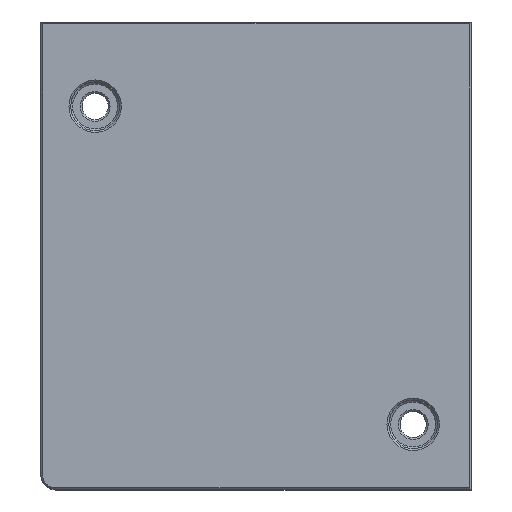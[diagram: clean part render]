
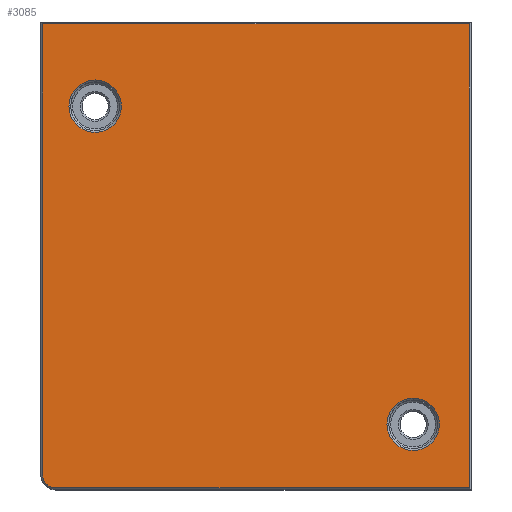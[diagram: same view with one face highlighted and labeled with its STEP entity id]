
A CAD part, top view. The second image highlights one B-rep face of the part: STEP entity #3085.
In plain terms, the highlighted planar face has unit normal (0, 0, 1).
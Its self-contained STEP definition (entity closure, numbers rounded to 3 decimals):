
#536 = PLANE('',#537);
#537 = AXIS2_PLACEMENT_3D('',#538,#539,#540);
#538 = CARTESIAN_POINT('',(57.75,-60.,44.75));
#539 = DIRECTION('',(-0.707,0.,-0.707));
#540 = DIRECTION('',(-0.,-1.,-0.));
#1424 = PLANE('',#1425);
#1425 = AXIS2_PLACEMENT_3D('',#1426,#1427,#1428);
#1426 = CARTESIAN_POINT('',(58.,64.75,44.75));
#1427 = DIRECTION('',(0.,-0.707,-0.707));
#1428 = DIRECTION('',(1.,0.,0.));
#1583 = VERTEX_POINT('',#1584);
#1584 = CARTESIAN_POINT('',(57.5,-59.5,45.));
#1598 = PLANE('',#1599);
#1599 = AXIS2_PLACEMENT_3D('',#1600,#1601,#1602);
#1600 = CARTESIAN_POINT('',(-53.,-59.75,44.75));
#1601 = DIRECTION('',(0.,0.707,-0.707));
#1602 = DIRECTION('',(-1.,-0.,-0.));
#1612 = VERTEX_POINT('',#1613);
#1613 = CARTESIAN_POINT('',(57.5,64.5,45.));
#1634 = EDGE_CURVE('',#1583,#1612,#1635,.T.);
#1635 = SURFACE_CURVE('',#1636,(#1640,#1647),.PCURVE_S1.);
#1636 = LINE('',#1637,#1638);
#1637 = CARTESIAN_POINT('',(57.5,-60.,45.));
#1638 = VECTOR('',#1639,1.);
#1639 = DIRECTION('',(0.,1.,0.));
#1640 = PCURVE('',#536,#1641);
#1641 = DEFINITIONAL_REPRESENTATION('',(#1642),#1646);
#1642 = LINE('',#1643,#1644);
#1643 = CARTESIAN_POINT('',(-0.,0.354));
#1644 = VECTOR('',#1645,1.);
#1645 = DIRECTION('',(-1.,0.));
#1646 = ( GEOMETRIC_REPRESENTATION_CONTEXT(2) 
PARAMETRIC_REPRESENTATION_CONTEXT() REPRESENTATION_CONTEXT('2D SPACE',''
  ) );
#1647 = PCURVE('',#1648,#1653);
#1648 = PLANE('',#1649);
#1649 = AXIS2_PLACEMENT_3D('',#1650,#1651,#1652);
#1650 = CARTESIAN_POINT('',(0.718,2.737,45.));
#1651 = DIRECTION('',(0.,0.,1.));
#1652 = DIRECTION('',(1.,0.,0.));
#1653 = DEFINITIONAL_REPRESENTATION('',(#1654),#1658);
#1654 = LINE('',#1655,#1656);
#1655 = CARTESIAN_POINT('',(56.782,-62.737));
#1656 = VECTOR('',#1657,1.);
#1657 = DIRECTION('',(0.,1.));
#1658 = ( GEOMETRIC_REPRESENTATION_CONTEXT(2) 
PARAMETRIC_REPRESENTATION_CONTEXT() REPRESENTATION_CONTEXT('2D SPACE',''
  ) );
#2124 = CONICAL_SURFACE('',#2125,4.,0.785);
#2125 = AXIS2_PLACEMENT_3D('',#2126,#2127,#2128);
#2126 = CARTESIAN_POINT('',(-53.,-56.,44.5));
#2127 = DIRECTION('',(-0.,-0.,-1.));
#2128 = DIRECTION('',(-1.,0.,0.));
#2210 = PLANE('',#2211);
#2211 = AXIS2_PLACEMENT_3D('',#2212,#2213,#2214);
#2212 = CARTESIAN_POINT('',(-56.75,65.,44.75));
#2213 = DIRECTION('',(0.707,0.,-0.707));
#2214 = DIRECTION('',(0.,1.,0.));
#2966 = VERTEX_POINT('',#2967);
#2967 = CARTESIAN_POINT('',(-56.5,64.5,45.));
#2988 = EDGE_CURVE('',#1612,#2966,#2989,.T.);
#2989 = SURFACE_CURVE('',#2990,(#2994,#3001),.PCURVE_S1.);
#2990 = LINE('',#2991,#2992);
#2991 = CARTESIAN_POINT('',(58.,64.5,45.));
#2992 = VECTOR('',#2993,1.);
#2993 = DIRECTION('',(-1.,0.,0.));
#2994 = PCURVE('',#1424,#2995);
#2995 = DEFINITIONAL_REPRESENTATION('',(#2996),#3000);
#2996 = LINE('',#2997,#2998);
#2997 = CARTESIAN_POINT('',(-0.,0.354));
#2998 = VECTOR('',#2999,1.);
#2999 = DIRECTION('',(-1.,0.));
#3000 = ( GEOMETRIC_REPRESENTATION_CONTEXT(2) 
PARAMETRIC_REPRESENTATION_CONTEXT() REPRESENTATION_CONTEXT('2D SPACE',''
  ) );
#3001 = PCURVE('',#1648,#3002);
#3002 = DEFINITIONAL_REPRESENTATION('',(#3003),#3007);
#3003 = LINE('',#3004,#3005);
#3004 = CARTESIAN_POINT('',(57.282,61.763));
#3005 = VECTOR('',#3006,1.);
#3006 = DIRECTION('',(-1.,0.));
#3007 = ( GEOMETRIC_REPRESENTATION_CONTEXT(2) 
PARAMETRIC_REPRESENTATION_CONTEXT() REPRESENTATION_CONTEXT('2D SPACE',''
  ) );
#3041 = VERTEX_POINT('',#3042);
#3042 = CARTESIAN_POINT('',(-53.,-59.5,45.));
#3065 = EDGE_CURVE('',#3041,#1583,#3066,.T.);
#3066 = SURFACE_CURVE('',#3067,(#3071,#3078),.PCURVE_S1.);
#3067 = LINE('',#3068,#3069);
#3068 = CARTESIAN_POINT('',(-53.,-59.5,45.));
#3069 = VECTOR('',#3070,1.);
#3070 = DIRECTION('',(1.,0.,0.));
#3071 = PCURVE('',#1598,#3072);
#3072 = DEFINITIONAL_REPRESENTATION('',(#3073),#3077);
#3073 = LINE('',#3074,#3075);
#3074 = CARTESIAN_POINT('',(-0.,0.354));
#3075 = VECTOR('',#3076,1.);
#3076 = DIRECTION('',(-1.,0.));
#3077 = ( GEOMETRIC_REPRESENTATION_CONTEXT(2) 
PARAMETRIC_REPRESENTATION_CONTEXT() REPRESENTATION_CONTEXT('2D SPACE',''
  ) );
#3078 = PCURVE('',#1648,#3079);
#3079 = DEFINITIONAL_REPRESENTATION('',(#3080),#3084);
#3080 = LINE('',#3081,#3082);
#3081 = CARTESIAN_POINT('',(-53.718,-62.237));
#3082 = VECTOR('',#3083,1.);
#3083 = DIRECTION('',(1.,0.));
#3084 = ( GEOMETRIC_REPRESENTATION_CONTEXT(2) 
PARAMETRIC_REPRESENTATION_CONTEXT() REPRESENTATION_CONTEXT('2D SPACE',''
  ) );
#3085 = ADVANCED_FACE('',(#3086,#3136,#3167),#1648,.T.);
#3086 = FACE_BOUND('',#3087,.T.);
#3087 = EDGE_LOOP('',(#3088,#3111,#3133,#3134,#3135));
#3088 = ORIENTED_EDGE('',*,*,#3089,.T.);
#3089 = EDGE_CURVE('',#2966,#3090,#3092,.T.);
#3090 = VERTEX_POINT('',#3091);
#3091 = CARTESIAN_POINT('',(-56.5,-56.,45.));
#3092 = SURFACE_CURVE('',#3093,(#3097,#3104),.PCURVE_S1.);
#3093 = LINE('',#3094,#3095);
#3094 = CARTESIAN_POINT('',(-56.5,65.,45.));
#3095 = VECTOR('',#3096,1.);
#3096 = DIRECTION('',(0.,-1.,0.));
#3097 = PCURVE('',#1648,#3098);
#3098 = DEFINITIONAL_REPRESENTATION('',(#3099),#3103);
#3099 = LINE('',#3100,#3101);
#3100 = CARTESIAN_POINT('',(-57.218,62.263));
#3101 = VECTOR('',#3102,1.);
#3102 = DIRECTION('',(0.,-1.));
#3103 = ( GEOMETRIC_REPRESENTATION_CONTEXT(2) 
PARAMETRIC_REPRESENTATION_CONTEXT() REPRESENTATION_CONTEXT('2D SPACE',''
  ) );
#3104 = PCURVE('',#2210,#3105);
#3105 = DEFINITIONAL_REPRESENTATION('',(#3106),#3110);
#3106 = LINE('',#3107,#3108);
#3107 = CARTESIAN_POINT('',(-0.,0.354));
#3108 = VECTOR('',#3109,1.);
#3109 = DIRECTION('',(-1.,0.));
#3110 = ( GEOMETRIC_REPRESENTATION_CONTEXT(2) 
PARAMETRIC_REPRESENTATION_CONTEXT() REPRESENTATION_CONTEXT('2D SPACE',''
  ) );
#3111 = ORIENTED_EDGE('',*,*,#3112,.T.);
#3112 = EDGE_CURVE('',#3090,#3041,#3113,.T.);
#3113 = SURFACE_CURVE('',#3114,(#3119,#3126),.PCURVE_S1.);
#3114 = CIRCLE('',#3115,3.5);
#3115 = AXIS2_PLACEMENT_3D('',#3116,#3117,#3118);
#3116 = CARTESIAN_POINT('',(-53.,-56.,45.));
#3117 = DIRECTION('',(0.,0.,1.));
#3118 = DIRECTION('',(-1.,0.,0.));
#3119 = PCURVE('',#1648,#3120);
#3120 = DEFINITIONAL_REPRESENTATION('',(#3121),#3125);
#3121 = CIRCLE('',#3122,3.5);
#3122 = AXIS2_PLACEMENT_2D('',#3123,#3124);
#3123 = CARTESIAN_POINT('',(-53.718,-58.737));
#3124 = DIRECTION('',(-1.,0.));
#3125 = ( GEOMETRIC_REPRESENTATION_CONTEXT(2) 
PARAMETRIC_REPRESENTATION_CONTEXT() REPRESENTATION_CONTEXT('2D SPACE',''
  ) );
#3126 = PCURVE('',#2124,#3127);
#3127 = DEFINITIONAL_REPRESENTATION('',(#3128),#3132);
#3128 = LINE('',#3129,#3130);
#3129 = CARTESIAN_POINT('',(-0.,-0.5));
#3130 = VECTOR('',#3131,1.);
#3131 = DIRECTION('',(-1.,-0.));
#3132 = ( GEOMETRIC_REPRESENTATION_CONTEXT(2) 
PARAMETRIC_REPRESENTATION_CONTEXT() REPRESENTATION_CONTEXT('2D SPACE',''
  ) );
#3133 = ORIENTED_EDGE('',*,*,#3065,.T.);
#3134 = ORIENTED_EDGE('',*,*,#1634,.T.);
#3135 = ORIENTED_EDGE('',*,*,#2988,.T.);
#3136 = FACE_BOUND('',#3137,.T.);
#3137 = EDGE_LOOP('',(#3138));
#3138 = ORIENTED_EDGE('',*,*,#3139,.F.);
#3139 = EDGE_CURVE('',#3140,#3140,#3142,.T.);
#3140 = VERTEX_POINT('',#3141);
#3141 = CARTESIAN_POINT('',(49.5,-42.5,45.));
#3142 = SURFACE_CURVE('',#3143,(#3148,#3155),.PCURVE_S1.);
#3143 = CIRCLE('',#3144,7.);
#3144 = AXIS2_PLACEMENT_3D('',#3145,#3146,#3147);
#3145 = CARTESIAN_POINT('',(42.5,-42.5,45.));
#3146 = DIRECTION('',(0.,0.,1.));
#3147 = DIRECTION('',(1.,0.,0.));
#3148 = PCURVE('',#1648,#3149);
#3149 = DEFINITIONAL_REPRESENTATION('',(#3150),#3154);
#3150 = CIRCLE('',#3151,7.);
#3151 = AXIS2_PLACEMENT_2D('',#3152,#3153);
#3152 = CARTESIAN_POINT('',(41.782,-45.237));
#3153 = DIRECTION('',(1.,0.));
#3154 = ( GEOMETRIC_REPRESENTATION_CONTEXT(2) 
PARAMETRIC_REPRESENTATION_CONTEXT() REPRESENTATION_CONTEXT('2D SPACE',''
  ) );
#3155 = PCURVE('',#3156,#3161);
#3156 = CONICAL_SURFACE('',#3157,6.5,0.785);
#3157 = AXIS2_PLACEMENT_3D('',#3158,#3159,#3160);
#3158 = CARTESIAN_POINT('',(42.5,-42.5,44.5));
#3159 = DIRECTION('',(0.,0.,1.));
#3160 = DIRECTION('',(1.,0.,0.));
#3161 = DEFINITIONAL_REPRESENTATION('',(#3162),#3166);
#3162 = LINE('',#3163,#3164);
#3163 = CARTESIAN_POINT('',(-0.,0.5));
#3164 = VECTOR('',#3165,1.);
#3165 = DIRECTION('',(1.,-0.));
#3166 = ( GEOMETRIC_REPRESENTATION_CONTEXT(2) 
PARAMETRIC_REPRESENTATION_CONTEXT() REPRESENTATION_CONTEXT('2D SPACE',''
  ) );
#3167 = FACE_BOUND('',#3168,.T.);
#3168 = EDGE_LOOP('',(#3169));
#3169 = ORIENTED_EDGE('',*,*,#3170,.F.);
#3170 = EDGE_CURVE('',#3171,#3171,#3173,.T.);
#3171 = VERTEX_POINT('',#3172);
#3172 = CARTESIAN_POINT('',(-35.5,42.5,45.));
#3173 = SURFACE_CURVE('',#3174,(#3179,#3186),.PCURVE_S1.);
#3174 = CIRCLE('',#3175,7.);
#3175 = AXIS2_PLACEMENT_3D('',#3176,#3177,#3178);
#3176 = CARTESIAN_POINT('',(-42.5,42.5,45.));
#3177 = DIRECTION('',(0.,0.,1.));
#3178 = DIRECTION('',(1.,0.,0.));
#3179 = PCURVE('',#1648,#3180);
#3180 = DEFINITIONAL_REPRESENTATION('',(#3181),#3185);
#3181 = CIRCLE('',#3182,7.);
#3182 = AXIS2_PLACEMENT_2D('',#3183,#3184);
#3183 = CARTESIAN_POINT('',(-43.218,39.763));
#3184 = DIRECTION('',(1.,0.));
#3185 = ( GEOMETRIC_REPRESENTATION_CONTEXT(2) 
PARAMETRIC_REPRESENTATION_CONTEXT() REPRESENTATION_CONTEXT('2D SPACE',''
  ) );
#3186 = PCURVE('',#3187,#3192);
#3187 = CONICAL_SURFACE('',#3188,6.5,0.785);
#3188 = AXIS2_PLACEMENT_3D('',#3189,#3190,#3191);
#3189 = CARTESIAN_POINT('',(-42.5,42.5,44.5));
#3190 = DIRECTION('',(0.,0.,1.));
#3191 = DIRECTION('',(1.,0.,0.));
#3192 = DEFINITIONAL_REPRESENTATION('',(#3193),#3197);
#3193 = LINE('',#3194,#3195);
#3194 = CARTESIAN_POINT('',(-0.,0.5));
#3195 = VECTOR('',#3196,1.);
#3196 = DIRECTION('',(1.,-0.));
#3197 = ( GEOMETRIC_REPRESENTATION_CONTEXT(2) 
PARAMETRIC_REPRESENTATION_CONTEXT() REPRESENTATION_CONTEXT('2D SPACE',''
  ) );
